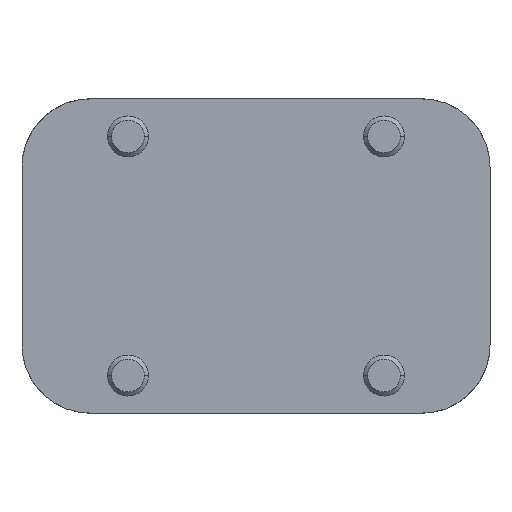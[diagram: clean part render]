
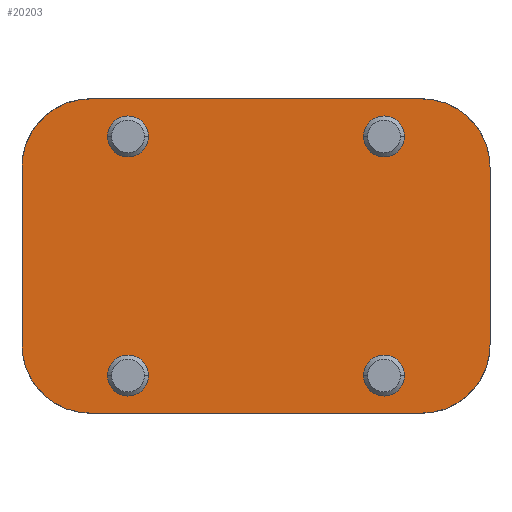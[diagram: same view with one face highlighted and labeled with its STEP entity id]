
A CAD part, front view. The second image highlights one B-rep face of the part: STEP entity #20203.
In plain terms, the highlighted planar face has unit normal (0, -1, 0).
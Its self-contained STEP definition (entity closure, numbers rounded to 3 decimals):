
#130=CARTESIAN_POINT('',(48.5,-40.,26.));
#131=DIRECTION('',(0.,-1.,0.));
#132=DIRECTION('',(1.,0.,0.));
#133=AXIS2_PLACEMENT_3D('',#130,#131,#132);
#135=CARTESIAN_POINT('',(48.5,-40.,-26.));
#136=DIRECTION('',(0.,-1.,0.));
#137=DIRECTION('',(0.,0.,-1.));
#138=AXIS2_PLACEMENT_3D('',#135,#136,#137);
#140=DIRECTION('',(1.,0.,0.));
#141=VECTOR('',#140,97.);
#142=CARTESIAN_POINT('',(-48.5,-40.,-46.));
#143=LINE('',#142,#141);
#144=CARTESIAN_POINT('',(-48.5,-40.,-26.));
#145=DIRECTION('',(0.,-1.,0.));
#146=DIRECTION('',(-1.,0.,0.));
#147=AXIS2_PLACEMENT_3D('',#144,#145,#146);
#149=CARTESIAN_POINT('',(-48.5,-40.,26.));
#150=DIRECTION('',(0.,-1.,0.));
#151=DIRECTION('',(0.,0.,1.));
#152=AXIS2_PLACEMENT_3D('',#149,#150,#151);
#154=DIRECTION('',(1.,0.,0.));
#155=VECTOR('',#154,97.);
#156=CARTESIAN_POINT('',(-48.5,-40.,46.));
#157=LINE('',#156,#155);
#158=CARTESIAN_POINT('',(37.5,-40.,35.));
#159=DIRECTION('',(0.,1.,0.));
#160=DIRECTION('',(-1.,0.,0.));
#161=AXIS2_PLACEMENT_3D('',#158,#159,#160);
#163=CARTESIAN_POINT('',(37.5,-40.,35.));
#164=DIRECTION('',(0.,1.,0.));
#165=DIRECTION('',(1.,0.,0.));
#166=AXIS2_PLACEMENT_3D('',#163,#164,#165);
#168=CARTESIAN_POINT('',(-37.5,-40.,35.));
#169=DIRECTION('',(0.,-1.,0.));
#170=DIRECTION('',(1.,0.,0.));
#171=AXIS2_PLACEMENT_3D('',#168,#169,#170);
#173=CARTESIAN_POINT('',(-37.5,-40.,35.));
#174=DIRECTION('',(0.,-1.,0.));
#175=DIRECTION('',(-1.,0.,0.));
#176=AXIS2_PLACEMENT_3D('',#173,#174,#175);
#178=CARTESIAN_POINT('',(37.5,-40.,-35.));
#179=DIRECTION('',(0.,-1.,0.));
#180=DIRECTION('',(-1.,0.,0.));
#181=AXIS2_PLACEMENT_3D('',#178,#179,#180);
#183=CARTESIAN_POINT('',(37.5,-40.,-35.));
#184=DIRECTION('',(0.,-1.,0.));
#185=DIRECTION('',(1.,0.,0.));
#186=AXIS2_PLACEMENT_3D('',#183,#184,#185);
#188=CARTESIAN_POINT('',(-37.5,-40.,-35.));
#189=DIRECTION('',(0.,1.,0.));
#190=DIRECTION('',(1.,0.,0.));
#191=AXIS2_PLACEMENT_3D('',#188,#189,#190);
#193=CARTESIAN_POINT('',(-37.5,-40.,-35.));
#194=DIRECTION('',(0.,1.,0.));
#195=DIRECTION('',(-1.,0.,0.));
#196=AXIS2_PLACEMENT_3D('',#193,#194,#195);
#3567=DIRECTION('',(0.,0.,1.));
#3568=VECTOR('',#3567,52.);
#3569=CARTESIAN_POINT('',(68.5,-40.,-26.));
#3570=LINE('',#3569,#3568);
#3609=DIRECTION('',(0.,0.,-1.));
#3610=VECTOR('',#3609,52.);
#3611=CARTESIAN_POINT('',(-68.5,-40.,26.));
#3612=LINE('',#3611,#3610);
#16626=CARTESIAN_POINT('',(68.5,-40.,26.));
#16628=VERTEX_POINT('',#16626);
#16630=CARTESIAN_POINT('',(48.5,-40.,46.));
#16631=VERTEX_POINT('',#16630);
#16632=CARTESIAN_POINT('',(48.5,-40.,-46.));
#16633=CARTESIAN_POINT('',(68.5,-40.,-26.));
#16634=VERTEX_POINT('',#16632);
#16635=VERTEX_POINT('',#16633);
#16638=CARTESIAN_POINT('',(-48.5,-40.,46.));
#16639=CARTESIAN_POINT('',(-68.5,-40.,26.));
#16640=VERTEX_POINT('',#16638);
#16641=VERTEX_POINT('',#16639);
#16644=CARTESIAN_POINT('',(-68.5,-40.,-26.));
#16646=VERTEX_POINT('',#16644);
#16648=CARTESIAN_POINT('',(-48.5,-40.,-46.));
#16649=VERTEX_POINT('',#16648);
#16854=CARTESIAN_POINT('',(31.5,-40.,35.));
#16855=CARTESIAN_POINT('',(43.5,-40.,35.));
#16856=VERTEX_POINT('',#16854);
#16857=VERTEX_POINT('',#16855);
#16866=CARTESIAN_POINT('',(-31.5,-40.,35.));
#16867=CARTESIAN_POINT('',(-43.5,-40.,35.));
#16868=VERTEX_POINT('',#16866);
#16869=VERTEX_POINT('',#16867);
#16878=CARTESIAN_POINT('',(31.5,-40.,-35.));
#16879=CARTESIAN_POINT('',(43.5,-40.,-35.));
#16880=VERTEX_POINT('',#16878);
#16881=VERTEX_POINT('',#16879);
#16890=CARTESIAN_POINT('',(-31.5,-40.,-35.));
#16891=CARTESIAN_POINT('',(-43.5,-40.,-35.));
#16892=VERTEX_POINT('',#16890);
#16893=VERTEX_POINT('',#16891);
#20158=CARTESIAN_POINT('',(0.,-40.,0.));
#20159=DIRECTION('',(0.,-1.,0.));
#20160=DIRECTION('',(1.,0.,0.));
#20161=AXIS2_PLACEMENT_3D('',#20158,#20159,#20160);
#20162=PLANE('',#20161);
#20164=ORIENTED_EDGE('',*,*,#20163,.F.);
#20166=ORIENTED_EDGE('',*,*,#20165,.F.);
#20168=ORIENTED_EDGE('',*,*,#20167,.F.);
#20170=ORIENTED_EDGE('',*,*,#20169,.F.);
#20172=ORIENTED_EDGE('',*,*,#20171,.F.);
#20174=ORIENTED_EDGE('',*,*,#20173,.F.);
#20175=ORIENTED_EDGE('',*,*,#20147,.F.);
#20176=ORIENTED_EDGE('',*,*,#20023,.T.);
#20177=EDGE_LOOP('',(#20164,#20166,#20168,#20170,#20172,#20174,#20175,#20176));
#20178=FACE_OUTER_BOUND('',#20177,.F.);
#20180=ORIENTED_EDGE('',*,*,#20179,.F.);
#20182=ORIENTED_EDGE('',*,*,#20181,.F.);
#20183=EDGE_LOOP('',(#20180,#20182));
#20184=FACE_BOUND('',#20183,.F.);
#20186=ORIENTED_EDGE('',*,*,#20185,.T.);
#20188=ORIENTED_EDGE('',*,*,#20187,.T.);
#20189=EDGE_LOOP('',(#20186,#20188));
#20190=FACE_BOUND('',#20189,.F.);
#20192=ORIENTED_EDGE('',*,*,#20191,.T.);
#20194=ORIENTED_EDGE('',*,*,#20193,.T.);
#20195=EDGE_LOOP('',(#20192,#20194));
#20196=FACE_BOUND('',#20195,.F.);
#20198=ORIENTED_EDGE('',*,*,#20197,.F.);
#20200=ORIENTED_EDGE('',*,*,#20199,.F.);
#20201=EDGE_LOOP('',(#20198,#20200));
#20202=FACE_BOUND('',#20201,.F.);
#20203=ADVANCED_FACE('',(#20178,#20184,#20190,#20196,#20202),#20162,.T.);
#134=CIRCLE('',#133,20.);
#139=CIRCLE('',#138,20.);
#148=CIRCLE('',#147,20.);
#153=CIRCLE('',#152,20.);
#162=CIRCLE('',#161,6.);
#167=CIRCLE('',#166,6.);
#172=CIRCLE('',#171,6.);
#177=CIRCLE('',#176,6.);
#182=CIRCLE('',#181,6.);
#187=CIRCLE('',#186,6.);
#192=CIRCLE('',#191,6.);
#197=CIRCLE('',#196,6.);
#20023=EDGE_CURVE('',#16640,#16631,#157,.T.);
#20147=EDGE_CURVE('',#16640,#16641,#153,.T.);
#20163=EDGE_CURVE('',#16628,#16631,#134,.T.);
#20165=EDGE_CURVE('',#16635,#16628,#3570,.T.);
#20167=EDGE_CURVE('',#16634,#16635,#139,.T.);
#20169=EDGE_CURVE('',#16649,#16634,#143,.T.);
#20171=EDGE_CURVE('',#16646,#16649,#148,.T.);
#20173=EDGE_CURVE('',#16641,#16646,#3612,.T.);
#20179=EDGE_CURVE('',#16856,#16857,#162,.T.);
#20181=EDGE_CURVE('',#16857,#16856,#167,.T.);
#20185=EDGE_CURVE('',#16868,#16869,#172,.T.);
#20187=EDGE_CURVE('',#16869,#16868,#177,.T.);
#20191=EDGE_CURVE('',#16880,#16881,#182,.T.);
#20193=EDGE_CURVE('',#16881,#16880,#187,.T.);
#20197=EDGE_CURVE('',#16892,#16893,#192,.T.);
#20199=EDGE_CURVE('',#16893,#16892,#197,.T.);
